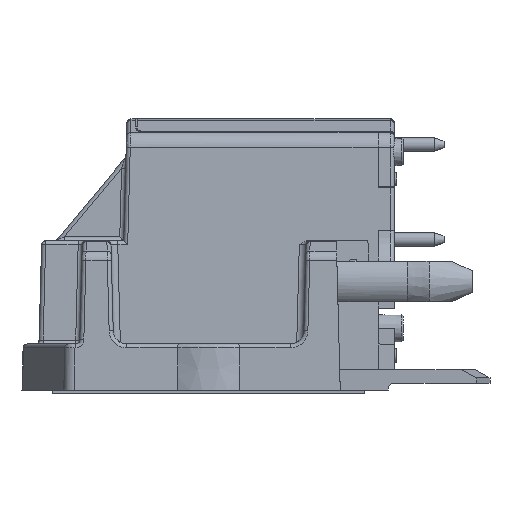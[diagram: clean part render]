
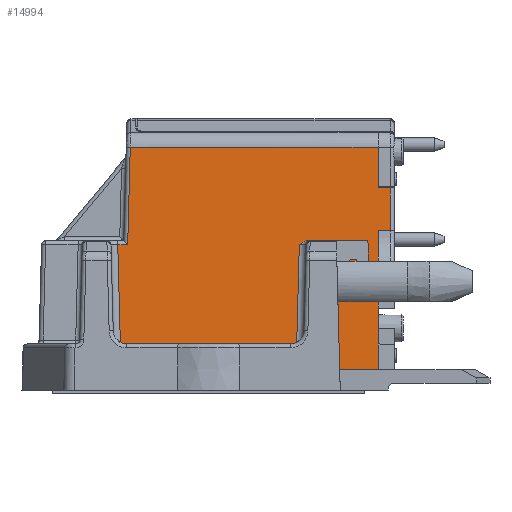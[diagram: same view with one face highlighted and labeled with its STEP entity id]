
A CAD part, left-side view. The second image highlights one B-rep face of the part: STEP entity #14994.
In plain terms, the highlighted planar face has unit normal (-1, 0, 0.026).
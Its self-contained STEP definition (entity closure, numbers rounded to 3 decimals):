
#663=PLANE('',#15945);
#874=LINE('',#19696,#1710);
#878=LINE('',#19705,#1714);
#1062=LINE('',#21629,#1898);
#1064=LINE('',#21637,#1900);
#1172=LINE('',#22232,#2008);
#1184=LINE('',#22282,#2020);
#1189=LINE('',#22300,#2025);
#1379=LINE('',#22903,#2215);
#1388=LINE('',#22923,#2224);
#1390=LINE('',#22927,#2226);
#1397=LINE('',#22947,#2233);
#1398=LINE('',#22949,#2234);
#1399=LINE('',#22950,#2235);
#1400=LINE('',#22952,#2236);
#1401=LINE('',#22954,#2237);
#1402=LINE('',#22956,#2238);
#1403=LINE('',#22957,#2239);
#1710=VECTOR('',#16544,1000.);
#1714=VECTOR('',#16550,1000.);
#1898=VECTOR('',#17284,1000.);
#1900=VECTOR('',#17292,1000.);
#2008=VECTOR('',#17666,1000.);
#2020=VECTOR('',#17692,1000.);
#2025=VECTOR('',#17711,1000.);
#2215=VECTOR('',#18257,1000.);
#2224=VECTOR('',#18284,1000.);
#2226=VECTOR('',#18288,1000.);
#2233=VECTOR('',#18321,1000.);
#2234=VECTOR('',#18322,1000.);
#2235=VECTOR('',#18323,1000.);
#2236=VECTOR('',#18324,1000.);
#2237=VECTOR('',#18325,1000.);
#2238=VECTOR('',#18326,1000.);
#2239=VECTOR('',#18327,1000.);
#2565=B_SPLINE_CURVE_WITH_KNOTS('',3,(#21921,#21922,#21923,#21924,#21925,
#21926,#21927),.UNSPECIFIED.,.F.,.F.,(4,1,1,1,4),(0.,0.25,0.5,0.75,1.),
 .UNSPECIFIED.);
#4452=ORIENTED_EDGE('',*,*,#6327,.T.);
#4453=ORIENTED_EDGE('',*,*,#6126,.F.);
#4454=ORIENTED_EDGE('',*,*,#6130,.F.);
#4455=ORIENTED_EDGE('',*,*,#6354,.F.);
#4456=ORIENTED_EDGE('',*,*,#6625,.T.);
#4457=ORIENTED_EDGE('',*,*,#6345,.T.);
#4458=ORIENTED_EDGE('',*,*,#6180,.F.);
#4459=ORIENTED_EDGE('',*,*,#6616,.F.);
#4460=ORIENTED_EDGE('',*,*,#5761,.F.);
#4461=ORIENTED_EDGE('',*,*,#6627,.T.);
#4462=ORIENTED_EDGE('',*,*,#6634,.T.);
#4463=ORIENTED_EDGE('',*,*,#6635,.F.);
#4464=ORIENTED_EDGE('',*,*,#5702,.T.);
#4465=ORIENTED_EDGE('',*,*,#6636,.F.);
#4466=ORIENTED_EDGE('',*,*,#6637,.T.);
#4467=ORIENTED_EDGE('',*,*,#6638,.T.);
#4468=ORIENTED_EDGE('',*,*,#6639,.T.);
#4469=ORIENTED_EDGE('',*,*,#5698,.T.);
#4470=ORIENTED_EDGE('',*,*,#6640,.F.);
#5698=EDGE_CURVE('',#7185,#7184,#874,.T.);
#5702=EDGE_CURVE('',#7189,#7188,#878,.T.);
#5761=EDGE_CURVE('',#7241,#7242,#8096,.T.);
#6126=EDGE_CURVE('',#7472,#7471,#1062,.T.);
#6130=EDGE_CURVE('',#7476,#7472,#1064,.T.);
#6180=EDGE_CURVE('',#7509,#7510,#2565,.F.);
#6327=EDGE_CURVE('',#7600,#7471,#1172,.T.);
#6345=EDGE_CURVE('',#7613,#7510,#1184,.T.);
#6354=EDGE_CURVE('',#7616,#7476,#1189,.T.);
#6616=EDGE_CURVE('',#7242,#7509,#1379,.T.);
#6625=EDGE_CURVE('',#7616,#7613,#1388,.T.);
#6627=EDGE_CURVE('',#7241,#7752,#1390,.T.);
#6634=EDGE_CURVE('',#7752,#7753,#1397,.T.);
#6635=EDGE_CURVE('',#7189,#7753,#1398,.T.);
#6636=EDGE_CURVE('',#7754,#7188,#1399,.T.);
#6637=EDGE_CURVE('',#7754,#7755,#1400,.T.);
#6638=EDGE_CURVE('',#7755,#7756,#1401,.T.);
#6639=EDGE_CURVE('',#7756,#7185,#1402,.T.);
#6640=EDGE_CURVE('',#7600,#7184,#1403,.T.);
#7184=VERTEX_POINT('',#19695);
#7185=VERTEX_POINT('',#19697);
#7188=VERTEX_POINT('',#19704);
#7189=VERTEX_POINT('',#19706);
#7241=VERTEX_POINT('',#19838);
#7242=VERTEX_POINT('',#19840);
#7471=VERTEX_POINT('',#21616);
#7472=VERTEX_POINT('',#21627);
#7476=VERTEX_POINT('',#21636);
#7509=VERTEX_POINT('',#21928);
#7510=VERTEX_POINT('',#21929);
#7600=VERTEX_POINT('',#22233);
#7613=VERTEX_POINT('',#22283);
#7616=VERTEX_POINT('',#22293);
#7752=VERTEX_POINT('',#22926);
#7753=VERTEX_POINT('',#22948);
#7754=VERTEX_POINT('',#22951);
#7755=VERTEX_POINT('',#22953);
#7756=VERTEX_POINT('',#22955);
#8096=ELLIPSE('',#15351,0.3,0.3);
#8634=EDGE_LOOP('',(#4452,#4453,#4454,#4455,#4456,#4457,#4458,#4459,#4460,
#4461,#4462,#4463,#4464,#4465,#4466,#4467,#4468,#4469,#4470));
#9431=FACE_BOUND('',#8634,.T.);
#14994=ADVANCED_FACE('',(#9431),#663,.T.);
#15351=AXIS2_PLACEMENT_3D('',#19839,#16649,#16650);
#15945=AXIS2_PLACEMENT_3D('',#22946,#18319,#18320);
#16544=DIRECTION('',(0.026,0.,1.));
#16550=DIRECTION('',(0.026,0.,1.));
#16649=DIRECTION('',(-1.,0.,0.026));
#16650=DIRECTION('',(0.026,0.,1.));
#17284=DIRECTION('',(0.026,-0.026,0.999));
#17292=DIRECTION('',(0.,-1.,0.));
#17666=DIRECTION('',(0.,1.,0.));
#17692=DIRECTION('',(0.026,-0.026,0.999));
#17711=DIRECTION('',(0.026,0.026,0.999));
#18257=DIRECTION('',(0.,1.,0.));
#18284=DIRECTION('',(0.,-1.,0.));
#18288=DIRECTION('',(-0.026,-0.026,-0.999));
#18319=DIRECTION('',(-1.,0.,0.026));
#18320=DIRECTION('',(0.026,0.,1.));
#18321=DIRECTION('',(0.,-1.,0.));
#18322=DIRECTION('',(-0.026,0.,-1.));
#18323=DIRECTION('',(-0.026,0.,-1.));
#18324=DIRECTION('',(0.,-1.,0.));
#18325=DIRECTION('',(0.026,0.,1.));
#18326=DIRECTION('',(0.,1.,0.));
#18327=DIRECTION('',(-0.026,0.,-1.));
#19695=CARTESIAN_POINT('',(-30.196,-12.5,15.01));
#19696=CARTESIAN_POINT('',(-30.301,-12.5,10.995));
#19697=CARTESIAN_POINT('',(-30.199,-12.5,14.907));
#19704=CARTESIAN_POINT('',(-30.431,-12.5,6.039));
#19705=CARTESIAN_POINT('',(-30.301,-12.5,10.995));
#19706=CARTESIAN_POINT('',(-30.5,-12.5,3.4));
#19838=CARTESIAN_POINT('',(-30.309,-9.429,10.708));
#19839=CARTESIAN_POINT('',(-30.309,-9.129,10.7));
#19840=CARTESIAN_POINT('',(-30.301,-9.129,11.));
#21616=CARTESIAN_POINT('',(-30.12,5.769,17.898));
#21627=CARTESIAN_POINT('',(-30.309,5.958,10.708));
#21629=CARTESIAN_POINT('',(-30.496,6.145,3.561));
#21636=CARTESIAN_POINT('',(-30.309,6.692,10.708));
#21637=CARTESIAN_POINT('',(-30.309,6.699,10.708));
#21921=CARTESIAN_POINT('',(-30.309,-6.692,10.708));
#21922=CARTESIAN_POINT('',(-30.307,-6.752,10.755));
#21923=CARTESIAN_POINT('',(-30.305,-6.867,10.837));
#21924=CARTESIAN_POINT('',(-30.303,-6.966,10.904));
#21925=CARTESIAN_POINT('',(-30.301,-7.154,10.987));
#21926=CARTESIAN_POINT('',(-30.301,-7.257,11.));
#21927=CARTESIAN_POINT('',(-30.301,-7.31,11.));
#21928=CARTESIAN_POINT('',(-30.301,-7.31,11.));
#21929=CARTESIAN_POINT('',(-30.309,-6.692,10.708));
#22232=CARTESIAN_POINT('',(-30.12,0.,17.898));
#22233=CARTESIAN_POINT('',(-30.12,-12.5,17.898));
#22282=CARTESIAN_POINT('',(-30.301,-6.7,11.013));
#22283=CARTESIAN_POINT('',(-30.5,-6.5,3.4));
#22293=CARTESIAN_POINT('',(-30.5,6.5,3.4));
#22300=CARTESIAN_POINT('',(-30.5,6.501,3.413));
#22903=CARTESIAN_POINT('',(-30.301,0.,11.));
#22923=CARTESIAN_POINT('',(-30.5,0.,3.4));
#22926=CARTESIAN_POINT('',(-30.55,-9.67,1.5));
#22927=CARTESIAN_POINT('',(-30.385,-9.506,7.775));
#22946=CARTESIAN_POINT('',(-30.5,0.,3.4));
#22947=CARTESIAN_POINT('',(-30.55,79.285,1.5));
#22948=CARTESIAN_POINT('',(-30.55,-12.5,1.5));
#22949=CARTESIAN_POINT('',(-30.327,-12.5,9.998));
#22950=CARTESIAN_POINT('',(-30.5,-12.5,3.4));
#22951=CARTESIAN_POINT('',(-30.281,-12.5,11.747));
#22952=CARTESIAN_POINT('',(-30.281,62.047,11.747));
#22953=CARTESIAN_POINT('',(-30.281,-13.4,11.747));
#22954=CARTESIAN_POINT('',(-30.199,-13.4,14.907));
#22955=CARTESIAN_POINT('',(-30.199,-13.4,14.907));
#22956=CARTESIAN_POINT('',(-30.199,142.569,14.907));
#22957=CARTESIAN_POINT('',(-30.327,-12.5,9.998));
